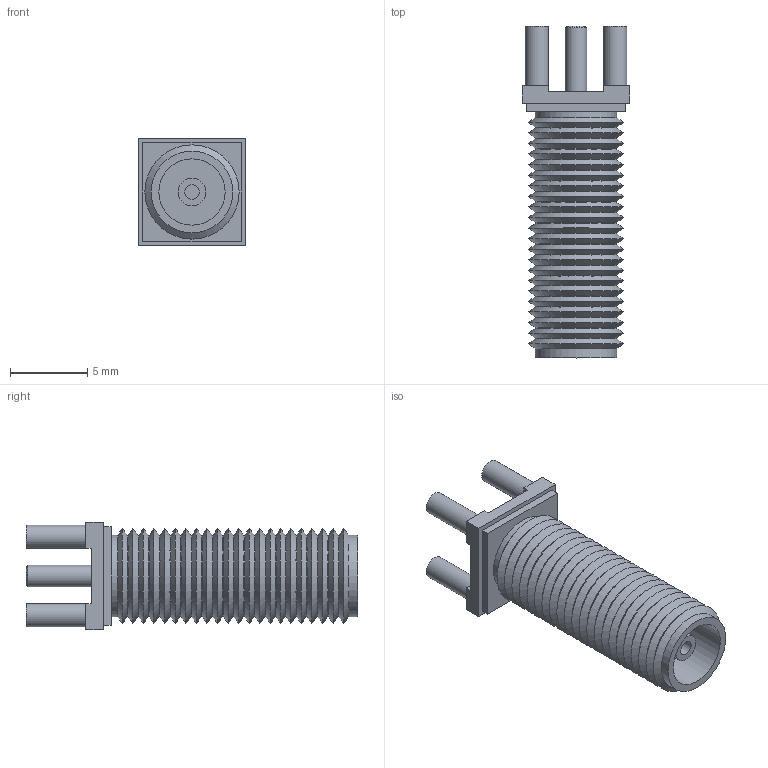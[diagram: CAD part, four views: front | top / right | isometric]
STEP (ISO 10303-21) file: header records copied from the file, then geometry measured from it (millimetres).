
FILE_DESCRIPTION( ( 'STEP AP203' ), '1' );
FILE_NAME( 'SMA PCB Mount - Alphenol.stp', '2013-02-22T15:06:44', ( ' ' ), ( ' ' ), 'XStep 1.0', ' ', ' ' );
FILE_SCHEMA( ( 'CONFIG_CONTROL_DESIGN) ( )' ) );
Length unit declared in the file: metre
Products named in the file (2): 1; 2
Bounding box: 7 x 21.52 x 7 mm (x, y, z)
Volume: 422.5 mm3; surface area: 818.5 mm2
Topology: 2 solids, 2 shells, 112 faces, 237 edges, 133 vertices
Faces by surface type: cone 45, plane 36, cylinder 31
Full cylindrical faces by diameter (mm): 0.96 x1, 1.4 x1, 1.5 x4, 1.8 x1, 4.3 x1, 5.3 x22, 5.301 x1
Entity records: 2606 total; most frequent: DIRECTION 474, CARTESIAN_POINT 400, ORIENTED_EDGE 314, AXIS2_PLACEMENT_3D 203, EDGE_LOOP 194, EDGE_CURVE 157, FACE_OUTER_BOUND 143, VERTEX_POINT 129
